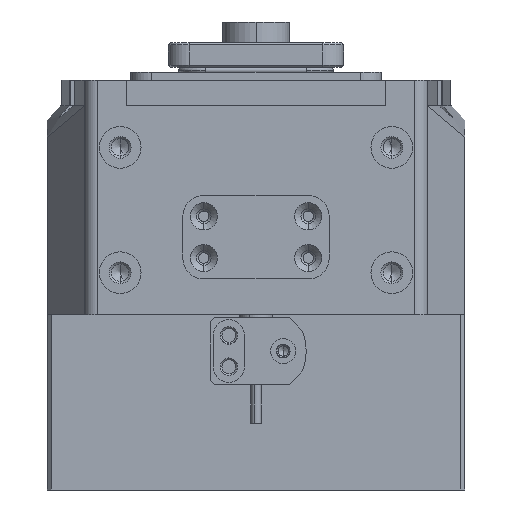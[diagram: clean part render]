
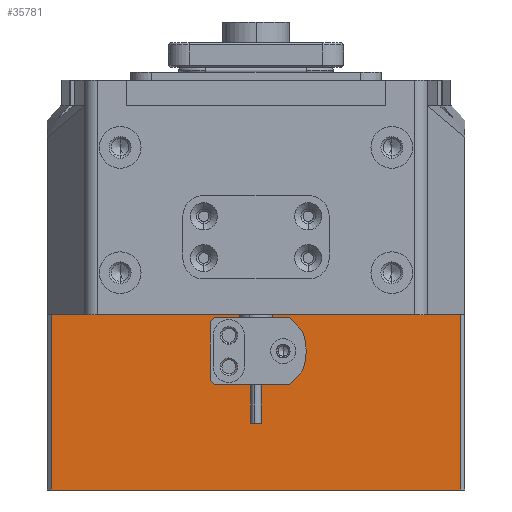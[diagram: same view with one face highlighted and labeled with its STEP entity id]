
A CAD part, left-side view. The second image highlights one B-rep face of the part: STEP entity #35781.
In plain terms, the highlighted planar face has unit normal (-1, 0, 0).
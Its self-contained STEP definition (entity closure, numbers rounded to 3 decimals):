
#81 = FACE_BOUND ( 'NONE', #20985, .T. ) ;
#2180 = CARTESIAN_POINT ( 'NONE',  ( -82.5, -49., -50. ) ) ;
#2605 = EDGE_CURVE ( 'NONE', #38098, #23356, #45047, .T. ) ;
#3937 = VERTEX_POINT ( 'NONE', #4076 ) ;
#4030 = CIRCLE ( 'NONE', #18732, 2.05 ) ;
#4076 = CARTESIAN_POINT ( 'NONE',  ( -82.5, -6.5, -60.3 ) ) ;
#4113 = PLANE ( 'NONE',  #41852 ) ;
#4241 = EDGE_CURVE ( 'NONE', #8508, #18166, #11784, .T. ) ;
#4561 = CARTESIAN_POINT ( 'NONE',  ( -82.5, 6.5, -64.55 ) ) ;
#4709 = CARTESIAN_POINT ( 'NONE',  ( -82.5, -6.5, -57.2 ) ) ;
#6754 = EDGE_CURVE ( 'NONE', #18166, #8508, #4030, .T. ) ;
#7558 = VERTEX_POINT ( 'NONE', #32979 ) ;
#7707 = ORIENTED_EDGE ( 'NONE', *, *, #11375, .T. ) ;
#8498 = DIRECTION ( 'NONE',  ( -1., 0., 0. ) ) ;
#8508 = VERTEX_POINT ( 'NONE', #28743 ) ;
#11375 = EDGE_CURVE ( 'NONE', #7558, #38729, #49174, .T. ) ;
#11784 = CIRCLE ( 'NONE', #53979, 2.05 ) ;
#11990 = VECTOR ( 'NONE', #28316, 1000. ) ;
#12137 = DIRECTION ( 'NONE',  ( 1., 0., 0. ) ) ;
#13657 = EDGE_CURVE ( 'NONE', #7558, #14844, #38124, .T. ) ;
#14373 = CARTESIAN_POINT ( 'NONE',  ( -82.5, 6.5, -62.5 ) ) ;
#14634 = DIRECTION ( 'NONE',  ( 0., -1., 0. ) ) ;
#14844 = VERTEX_POINT ( 'NONE', #39745 ) ;
#14867 = CARTESIAN_POINT ( 'NONE',  ( -82.5, 6.5, -62.5 ) ) ;
#16313 = VERTEX_POINT ( 'NONE', #4709 ) ;
#16767 = AXIS2_PLACEMENT_3D ( 'NONE', #28210, #45616, #28022 ) ;
#18166 = VERTEX_POINT ( 'NONE', #4561 ) ;
#18732 = AXIS2_PLACEMENT_3D ( 'NONE', #14373, #18940, #35952 ) ;
#18940 = DIRECTION ( 'NONE',  ( 1., 0., 0. ) ) ;
#19151 = EDGE_LOOP ( 'NONE', ( #24780, #55306 ) ) ;
#19442 = CARTESIAN_POINT ( 'NONE',  ( -82.5, -49., -50. ) ) ;
#19939 = ORIENTED_EDGE ( 'NONE', *, *, #13657, .F. ) ;
#20568 = VECTOR ( 'NONE', #31020, 1000. ) ;
#20884 = EDGE_CURVE ( 'NONE', #23662, #14844, #56062, .T. ) ;
#20985 = EDGE_LOOP ( 'NONE', ( #39879, #25419 ) ) ;
#21001 = EDGE_CURVE ( 'NONE', #23356, #38098, #50014, .T. ) ;
#21412 = CARTESIAN_POINT ( 'NONE',  ( -82.5, 6.5, -55. ) ) ;
#21822 = FACE_BOUND ( 'NONE', #19151, .T. ) ;
#22219 = EDGE_LOOP ( 'NONE', ( #47737, #37157, #19939, #7707 ) ) ;
#22304 = CARTESIAN_POINT ( 'NONE',  ( -82.5, -6.5, -58.75 ) ) ;
#22823 = LINE ( 'NONE', #39864, #38360 ) ;
#23225 = DIRECTION ( 'NONE',  ( 1., 0., 0. ) ) ;
#23356 = VERTEX_POINT ( 'NONE', #31449 ) ;
#23662 = VERTEX_POINT ( 'NONE', #55760 ) ;
#24780 = ORIENTED_EDGE ( 'NONE', *, *, #2605, .T. ) ;
#24995 = ORIENTED_EDGE ( 'NONE', *, *, #6754, .T. ) ;
#25419 = ORIENTED_EDGE ( 'NONE', *, *, #46161, .T. ) ;
#26670 = CARTESIAN_POINT ( 'NONE',  ( -82.5, 0., -92. ) ) ;
#27008 = VECTOR ( 'NONE', #40194, 1000. ) ;
#27334 = DIRECTION ( 'NONE',  ( 0., 1., 0. ) ) ;
#28022 = DIRECTION ( 'NONE',  ( 0., -1., 0. ) ) ;
#28056 = DIRECTION ( 'NONE',  ( 1., 0., 0. ) ) ;
#28210 = CARTESIAN_POINT ( 'NONE',  ( -82.5, -6.5, -58.75 ) ) ;
#28316 = DIRECTION ( 'NONE',  ( 0., 0., 1. ) ) ;
#28743 = CARTESIAN_POINT ( 'NONE',  ( -82.5, 6.5, -60.45 ) ) ;
#31020 = DIRECTION ( 'NONE',  ( 0., 1., 0. ) ) ;
#31449 = CARTESIAN_POINT ( 'NONE',  ( -82.5, 6.5, -57.05 ) ) ;
#32979 = CARTESIAN_POINT ( 'NONE',  ( -82.5, -49., -92. ) ) ;
#34424 = CARTESIAN_POINT ( 'NONE',  ( -82.5, 69.495, -50. ) ) ;
#35496 = DIRECTION ( 'NONE',  ( 1., 0., 0. ) ) ;
#35781 = ADVANCED_FACE ( 'NONE', ( #81, #37362, #21822, #39385 ), #4113, .T. ) ;
#35952 = DIRECTION ( 'NONE',  ( 0., -1., 0. ) ) ;
#37157 = ORIENTED_EDGE ( 'NONE', *, *, #20884, .T. ) ;
#37362 = FACE_BOUND ( 'NONE', #37802, .T. ) ;
#37802 = EDGE_LOOP ( 'NONE', ( #43036, #24995 ) ) ;
#38098 = VERTEX_POINT ( 'NONE', #39368 ) ;
#38124 = LINE ( 'NONE', #26670, #20568 ) ;
#38360 = VECTOR ( 'NONE', #27334, 1000. ) ;
#38729 = VERTEX_POINT ( 'NONE', #19442 ) ;
#39368 = CARTESIAN_POINT ( 'NONE',  ( -82.5, 6.5, -52.95 ) ) ;
#39385 = FACE_OUTER_BOUND ( 'NONE', #22219, .T. ) ;
#39745 = CARTESIAN_POINT ( 'NONE',  ( -82.5, 49., -92. ) ) ;
#39864 = CARTESIAN_POINT ( 'NONE',  ( -82.5, 69.495, -50. ) ) ;
#39879 = ORIENTED_EDGE ( 'NONE', *, *, #45351, .T. ) ;
#40194 = DIRECTION ( 'NONE',  ( 0., 0., -1. ) ) ;
#40562 = CARTESIAN_POINT ( 'NONE',  ( -82.5, 6.5, -55. ) ) ;
#40943 = AXIS2_PLACEMENT_3D ( 'NONE', #40562, #28056, #14634 ) ;
#41341 = AXIS2_PLACEMENT_3D ( 'NONE', #21412, #12137, #51592 ) ;
#41852 = AXIS2_PLACEMENT_3D ( 'NONE', #34424, #8498, #43666 ) ;
#43036 = ORIENTED_EDGE ( 'NONE', *, *, #4241, .T. ) ;
#43666 = DIRECTION ( 'NONE',  ( 0., -1., 0. ) ) ;
#44127 = CIRCLE ( 'NONE', #48201, 1.55 ) ;
#45047 = CIRCLE ( 'NONE', #41341, 2.05 ) ;
#45327 = DIRECTION ( 'NONE',  ( 0., -1., 0. ) ) ;
#45351 = EDGE_CURVE ( 'NONE', #16313, #3937, #44127, .T. ) ;
#45616 = DIRECTION ( 'NONE',  ( 1., 0., 0. ) ) ;
#46161 = EDGE_CURVE ( 'NONE', #3937, #16313, #48748, .T. ) ;
#47737 = ORIENTED_EDGE ( 'NONE', *, *, #49085, .T. ) ;
#48201 = AXIS2_PLACEMENT_3D ( 'NONE', #22304, #35496, #48514 ) ;
#48284 = CARTESIAN_POINT ( 'NONE',  ( -82.5, 49., -50. ) ) ;
#48514 = DIRECTION ( 'NONE',  ( 0., -1., 0. ) ) ;
#48748 = CIRCLE ( 'NONE', #16767, 1.55 ) ;
#49085 = EDGE_CURVE ( 'NONE', #38729, #23662, #22823, .T. ) ;
#49174 = LINE ( 'NONE', #2180, #11990 ) ;
#50014 = CIRCLE ( 'NONE', #40943, 2.05 ) ;
#51592 = DIRECTION ( 'NONE',  ( 0., -1., 0. ) ) ;
#53979 = AXIS2_PLACEMENT_3D ( 'NONE', #14867, #23225, #45327 ) ;
#55306 = ORIENTED_EDGE ( 'NONE', *, *, #21001, .T. ) ;
#55760 = CARTESIAN_POINT ( 'NONE',  ( -82.5, 49., -50. ) ) ;
#56062 = LINE ( 'NONE', #48284, #27008 ) ;
